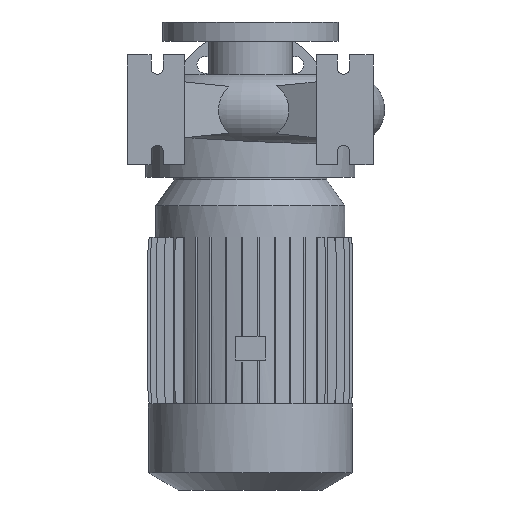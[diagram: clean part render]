
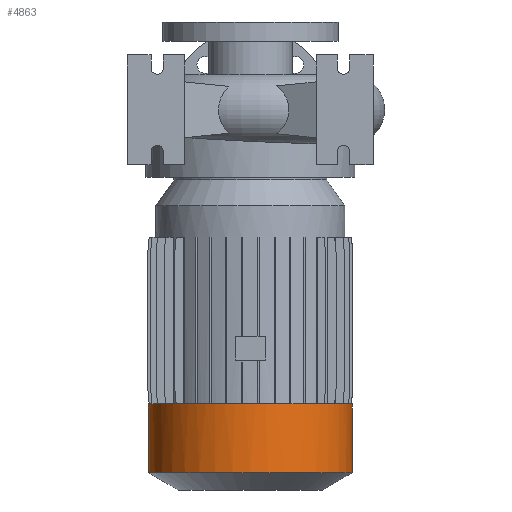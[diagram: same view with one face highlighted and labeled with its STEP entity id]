
A CAD part, front view. The second image highlights one B-rep face of the part: STEP entity #4863.
In plain terms, the highlighted cylindrical face has radius 116 mm (diameter 232 mm), a partial arc.
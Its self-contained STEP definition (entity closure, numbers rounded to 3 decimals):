
#407 = DIRECTION ( 'NONE',  ( 0., 0., 1. ) ) ;
#524 = VERTEX_POINT ( 'NONE', #8256 ) ;
#1003 = VERTEX_POINT ( 'NONE', #13809 ) ;
#1131 = LINE ( 'NONE', #4393, #13365 ) ;
#2670 = VERTEX_POINT ( 'NONE', #11535 ) ;
#2890 = DIRECTION ( 'NONE',  ( 0., 0., 1. ) ) ;
#3387 = CIRCLE ( 'NONE', #14030, 116. ) ;
#3651 = CARTESIAN_POINT ( 'NONE',  ( 0., 0., 100. ) ) ;
#4393 = CARTESIAN_POINT ( 'NONE',  ( -116., 0., 100. ) ) ;
#4465 = DIRECTION ( 'NONE',  ( 0., 0., 1. ) ) ;
#4577 = ORIENTED_EDGE ( 'NONE', *, *, #8075, .F. ) ;
#4856 = DIRECTION ( 'NONE',  ( 0., 0., 1. ) ) ;
#4863 = ADVANCED_FACE ( 'NONE', ( #5764 ), #10326, .T. ) ;
#4926 = DIRECTION ( 'NONE',  ( 1., 0., 0. ) ) ;
#5066 = DIRECTION ( 'NONE',  ( 1., 0., 0. ) ) ;
#5095 = EDGE_LOOP ( 'NONE', ( #4577, #7716, #5725, #11107 ) ) ;
#5725 = ORIENTED_EDGE ( 'NONE', *, *, #6688, .T. ) ;
#5764 = FACE_OUTER_BOUND ( 'NONE', #5095, .T. ) ;
#6306 = EDGE_CURVE ( 'NONE', #9621, #1003, #6850, .T. ) ;
#6688 = EDGE_CURVE ( 'NONE', #2670, #1003, #10210, .T. ) ;
#6850 = CIRCLE ( 'NONE', #8241, 116. ) ;
#7716 = ORIENTED_EDGE ( 'NONE', *, *, #9134, .T. ) ;
#8075 = EDGE_CURVE ( 'NONE', #524, #9621, #1131, .T. ) ;
#8241 = AXIS2_PLACEMENT_3D ( 'NONE', #12824, #2890, #5066 ) ;
#8256 = CARTESIAN_POINT ( 'NONE',  ( -116., 0., -413.4 ) ) ;
#9011 = CARTESIAN_POINT ( 'NONE',  ( -116., 0., -335. ) ) ;
#9134 = EDGE_CURVE ( 'NONE', #524, #2670, #3387, .T. ) ;
#9621 = VERTEX_POINT ( 'NONE', #9011 ) ;
#10120 = DIRECTION ( 'NONE',  ( 1., 0., 0. ) ) ;
#10210 = LINE ( 'NONE', #12316, #11487 ) ;
#10326 = CYLINDRICAL_SURFACE ( 'NONE', #12635, 116. ) ;
#10375 = CARTESIAN_POINT ( 'NONE',  ( 0., 0., -413.4 ) ) ;
#10397 = DIRECTION ( 'NONE',  ( 0., 0., 1. ) ) ;
#11107 = ORIENTED_EDGE ( 'NONE', *, *, #6306, .F. ) ;
#11487 = VECTOR ( 'NONE', #407, 1000. ) ;
#11535 = CARTESIAN_POINT ( 'NONE',  ( 116., 0., -413.4 ) ) ;
#12316 = CARTESIAN_POINT ( 'NONE',  ( 116., 0., 100. ) ) ;
#12635 = AXIS2_PLACEMENT_3D ( 'NONE', #3651, #10397, #10120 ) ;
#12824 = CARTESIAN_POINT ( 'NONE',  ( 0., 0., -335. ) ) ;
#13365 = VECTOR ( 'NONE', #4465, 1000. ) ;
#13809 = CARTESIAN_POINT ( 'NONE',  ( 116., 0., -335. ) ) ;
#14030 = AXIS2_PLACEMENT_3D ( 'NONE', #10375, #4856, #4926 ) ;
